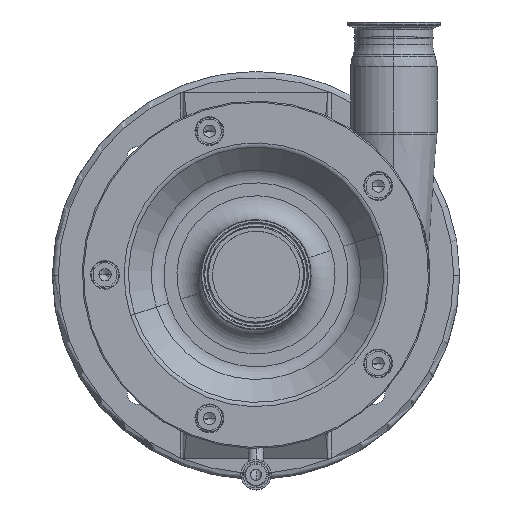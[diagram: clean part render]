
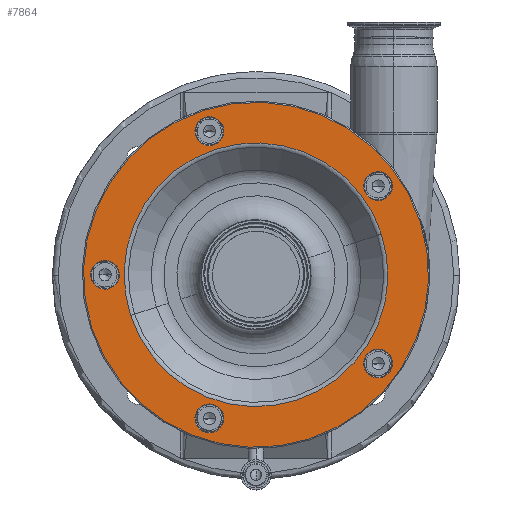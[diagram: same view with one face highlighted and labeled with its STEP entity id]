
A CAD part, top view. The second image highlights one B-rep face of the part: STEP entity #7864.
In plain terms, the highlighted planar face has unit normal (0, 0, 1).
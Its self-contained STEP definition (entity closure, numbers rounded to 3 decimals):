
#34 = AXIS2_PLACEMENT_3D ( 'NONE', #12193, #10271, #3930 ) ;
#160 = CARTESIAN_POINT ( 'NONE',  ( -126., 0., 91.5 ) ) ;
#496 = AXIS2_PLACEMENT_3D ( 'NONE', #5527, #8820, #10149 ) ;
#659 = DIRECTION ( 'NONE',  ( 0.951, 0.309, 0. ) ) ;
#671 = VERTEX_POINT ( 'NONE', #10603 ) ;
#674 = DIRECTION ( 'NONE',  ( 0., 0., 1. ) ) ;
#769 = EDGE_CURVE ( 'NONE', #7228, #1748, #7157, .T. ) ;
#841 = ORIENTED_EDGE ( 'NONE', *, *, #2844, .F. ) ;
#946 = CIRCLE ( 'NONE', #11717, 12. ) ;
#994 = VERTEX_POINT ( 'NONE', #7316 ) ;
#1094 = CARTESIAN_POINT ( 'NONE',  ( -27.523, -116.125, 91.5 ) ) ;
#1730 = ORIENTED_EDGE ( 'NONE', *, *, #769, .T. ) ;
#1748 = VERTEX_POINT ( 'NONE', #19069 ) ;
#2160 = CIRCLE ( 'NONE', #14520, 12. ) ;
#2204 = CARTESIAN_POINT ( 'NONE',  ( -136.952, -44.498, 91.5 ) ) ;
#2285 = ORIENTED_EDGE ( 'NONE', *, *, #12445, .F. ) ;
#2302 = CIRCLE ( 'NONE', #13710, 12. ) ;
#2844 = EDGE_CURVE ( 'NONE', #19013, #16462, #7605, .T. ) ;
#2950 = AXIS2_PLACEMENT_3D ( 'NONE', #160, #3634, #659 ) ;
#3599 = CIRCLE ( 'NONE', #7846, 12. ) ;
#3634 = DIRECTION ( 'NONE',  ( 0., 0., 1. ) ) ;
#3714 = EDGE_CURVE ( 'NONE', #9910, #6481, #946, .T. ) ;
#3802 = FACE_BOUND ( 'NONE', #16903, .T. ) ;
#3900 = PLANE ( 'NONE',  #496 ) ;
#3930 = DIRECTION ( 'NONE',  ( 0.951, 0.309, 0. ) ) ;
#3933 = CIRCLE ( 'NONE', #2950, 12. ) ;
#4011 = AXIS2_PLACEMENT_3D ( 'NONE', #12216, #16570, #8769 ) ;
#4046 = ORIENTED_EDGE ( 'NONE', *, *, #4334, .T. ) ;
#4286 = EDGE_CURVE ( 'NONE', #7381, #671, #16929, .T. ) ;
#4288 = EDGE_LOOP ( 'NONE', ( #2285, #12282 ) ) ;
#4290 = EDGE_CURVE ( 'NONE', #4402, #12897, #3599, .T. ) ;
#4334 = EDGE_CURVE ( 'NONE', #1748, #7228, #8200, .T. ) ;
#4402 = VERTEX_POINT ( 'NONE', #9953 ) ;
#4555 = DIRECTION ( 'NONE',  ( 0., 0., 1. ) ) ;
#4695 = CARTESIAN_POINT ( 'NONE',  ( -50.349, 116.125, 91.5 ) ) ;
#4749 = DIRECTION ( 'NONE',  ( 0.951, 0.309, 0. ) ) ;
#4821 = DIRECTION ( 'NONE',  ( 0., 0., 1. ) ) ;
#4965 = EDGE_CURVE ( 'NONE', #16462, #19013, #2302, .T. ) ;
#5282 = DIRECTION ( 'NONE',  ( 0., 0., 1. ) ) ;
#5317 = CARTESIAN_POINT ( 'NONE',  ( -50.349, -123.541, 91.5 ) ) ;
#5527 = CARTESIAN_POINT ( 'NONE',  ( -44.498, 136.952, 91.5 ) ) ;
#5713 = ORIENTED_EDGE ( 'NONE', *, *, #3714, .F. ) ;
#6116 = EDGE_CURVE ( 'NONE', #6481, #9910, #2160, .T. ) ;
#6156 = DIRECTION ( 'NONE',  ( 0.951, 0.309, 0. ) ) ;
#6268 = CARTESIAN_POINT ( 'NONE',  ( 101.936, 74.061, 91.5 ) ) ;
#6292 = CARTESIAN_POINT ( 'NONE',  ( -27.523, 123.541, 91.5 ) ) ;
#6325 = ORIENTED_EDGE ( 'NONE', *, *, #13071, .F. ) ;
#6481 = VERTEX_POINT ( 'NONE', #5317 ) ;
#6499 = EDGE_LOOP ( 'NONE', ( #18470, #6325 ) ) ;
#6620 = CARTESIAN_POINT ( 'NONE',  ( -38.936, -119.833, 91.5 ) ) ;
#6824 = CIRCLE ( 'NONE', #10110, 110.071 ) ;
#7157 = CIRCLE ( 'NONE', #9786, 144. ) ;
#7167 = FACE_BOUND ( 'NONE', #19400, .T. ) ;
#7228 = VERTEX_POINT ( 'NONE', #2204 ) ;
#7316 = CARTESIAN_POINT ( 'NONE',  ( 104.684, 34.014, 91.5 ) ) ;
#7381 = VERTEX_POINT ( 'NONE', #16555 ) ;
#7605 = CIRCLE ( 'NONE', #4011, 12. ) ;
#7846 = AXIS2_PLACEMENT_3D ( 'NONE', #6268, #17246, #6156 ) ;
#7864 = ADVANCED_FACE ( 'NONE', ( #17852, #17746, #19380, #17956, #3802, #10337, #7167 ), #3900, .F. ) ;
#8016 = DIRECTION ( 'NONE',  ( 0.951, 0.309, 0. ) ) ;
#8200 = CIRCLE ( 'NONE', #15256, 144. ) ;
#8269 = DIRECTION ( 'NONE',  ( 0.951, 0.309, 0. ) ) ;
#8769 = DIRECTION ( 'NONE',  ( 0.951, 0.309, 0. ) ) ;
#8820 = DIRECTION ( 'NONE',  ( 0., 0., -1. ) ) ;
#8896 = EDGE_CURVE ( 'NONE', #16809, #10873, #3933, .T. ) ;
#8897 = AXIS2_PLACEMENT_3D ( 'NONE', #12454, #15473, #14166 ) ;
#9033 = EDGE_CURVE ( 'NONE', #10873, #16809, #15981, .T. ) ;
#9172 = AXIS2_PLACEMENT_3D ( 'NONE', #9253, #20012, #8016 ) ;
#9253 = CARTESIAN_POINT ( 'NONE',  ( 101.936, -74.061, 91.5 ) ) ;
#9382 = VERTEX_POINT ( 'NONE', #15266 ) ;
#9599 = CARTESIAN_POINT ( 'NONE',  ( 90.523, 70.353, 91.5 ) ) ;
#9629 = DIRECTION ( 'NONE',  ( 0., 0., 1. ) ) ;
#9786 = AXIS2_PLACEMENT_3D ( 'NONE', #17184, #4555, #13760 ) ;
#9801 = DIRECTION ( 'NONE',  ( 0.951, 0.309, 0. ) ) ;
#9910 = VERTEX_POINT ( 'NONE', #1094 ) ;
#9953 = CARTESIAN_POINT ( 'NONE',  ( 113.349, 77.769, 91.5 ) ) ;
#10110 = AXIS2_PLACEMENT_3D ( 'NONE', #11232, #9629, #15582 ) ;
#10149 = DIRECTION ( 'NONE',  ( -0.951, -0.309, 0. ) ) ;
#10225 = AXIS2_PLACEMENT_3D ( 'NONE', #14632, #674, #8269 ) ;
#10271 = DIRECTION ( 'NONE',  ( 0., 0., 1. ) ) ;
#10337 = FACE_OUTER_BOUND ( 'NONE', #19190, .T. ) ;
#10350 = ORIENTED_EDGE ( 'NONE', *, *, #4965, .F. ) ;
#10419 = DIRECTION ( 'NONE',  ( 0., 0., 1. ) ) ;
#10426 = ORIENTED_EDGE ( 'NONE', *, *, #16208, .F. ) ;
#10603 = CARTESIAN_POINT ( 'NONE',  ( 113.349, -70.353, 91.5 ) ) ;
#10873 = VERTEX_POINT ( 'NONE', #14387 ) ;
#11026 = EDGE_LOOP ( 'NONE', ( #5713, #19418 ) ) ;
#11232 = CARTESIAN_POINT ( 'NONE',  ( 0., 0., 91.5 ) ) ;
#11717 = AXIS2_PLACEMENT_3D ( 'NONE', #6620, #5282, #9801 ) ;
#11847 = CIRCLE ( 'NONE', #10225, 12. ) ;
#12193 = CARTESIAN_POINT ( 'NONE',  ( -126., 0., 91.5 ) ) ;
#12216 = CARTESIAN_POINT ( 'NONE',  ( -38.936, 119.833, 91.5 ) ) ;
#12282 = ORIENTED_EDGE ( 'NONE', *, *, #4286, .F. ) ;
#12392 = CARTESIAN_POINT ( 'NONE',  ( 0., 0., 91.5 ) ) ;
#12445 = EDGE_CURVE ( 'NONE', #671, #7381, #13763, .T. ) ;
#12454 = CARTESIAN_POINT ( 'NONE',  ( 101.936, -74.061, 91.5 ) ) ;
#12897 = VERTEX_POINT ( 'NONE', #9599 ) ;
#13071 = EDGE_CURVE ( 'NONE', #12897, #4402, #11847, .T. ) ;
#13630 = ORIENTED_EDGE ( 'NONE', *, *, #15112, .F. ) ;
#13710 = AXIS2_PLACEMENT_3D ( 'NONE', #18130, #10419, #14767 ) ;
#13760 = DIRECTION ( 'NONE',  ( 0.951, 0.309, 0. ) ) ;
#13763 = CIRCLE ( 'NONE', #8897, 12. ) ;
#14029 = DIRECTION ( 'NONE',  ( 0., 0., 1. ) ) ;
#14166 = DIRECTION ( 'NONE',  ( 0.951, 0.309, 0. ) ) ;
#14387 = CARTESIAN_POINT ( 'NONE',  ( -137.413, -3.708, 91.5 ) ) ;
#14520 = AXIS2_PLACEMENT_3D ( 'NONE', #18718, #14029, #4749 ) ;
#14632 = CARTESIAN_POINT ( 'NONE',  ( 101.936, 74.061, 91.5 ) ) ;
#14767 = DIRECTION ( 'NONE',  ( 0.951, 0.309, 0. ) ) ;
#15112 = EDGE_CURVE ( 'NONE', #994, #9382, #19480, .T. ) ;
#15256 = AXIS2_PLACEMENT_3D ( 'NONE', #12392, #4821, #15729 ) ;
#15266 = CARTESIAN_POINT ( 'NONE',  ( -104.684, -34.014, 91.5 ) ) ;
#15473 = DIRECTION ( 'NONE',  ( 0., 0., 1. ) ) ;
#15582 = DIRECTION ( 'NONE',  ( 0.951, 0.309, 0. ) ) ;
#15729 = DIRECTION ( 'NONE',  ( 0.951, 0.309, 0. ) ) ;
#15981 = CIRCLE ( 'NONE', #34, 12. ) ;
#16208 = EDGE_CURVE ( 'NONE', #9382, #994, #6824, .T. ) ;
#16462 = VERTEX_POINT ( 'NONE', #6292 ) ;
#16555 = CARTESIAN_POINT ( 'NONE',  ( 90.523, -77.769, 91.5 ) ) ;
#16570 = DIRECTION ( 'NONE',  ( 0., 0., 1. ) ) ;
#16809 = VERTEX_POINT ( 'NONE', #17044 ) ;
#16903 = EDGE_LOOP ( 'NONE', ( #13630, #10426 ) ) ;
#16929 = CIRCLE ( 'NONE', #9172, 12. ) ;
#17044 = CARTESIAN_POINT ( 'NONE',  ( -114.587, 3.708, 91.5 ) ) ;
#17155 = EDGE_LOOP ( 'NONE', ( #10350, #841 ) ) ;
#17184 = CARTESIAN_POINT ( 'NONE',  ( 0., 0., 91.5 ) ) ;
#17246 = DIRECTION ( 'NONE',  ( 0., 0., 1. ) ) ;
#17746 = FACE_BOUND ( 'NONE', #4288, .T. ) ;
#17852 = FACE_BOUND ( 'NONE', #6499, .T. ) ;
#17956 = FACE_BOUND ( 'NONE', #17155, .T. ) ;
#18119 = CARTESIAN_POINT ( 'NONE',  ( 0., 0., 91.5 ) ) ;
#18130 = CARTESIAN_POINT ( 'NONE',  ( -38.936, 119.833, 91.5 ) ) ;
#18470 = ORIENTED_EDGE ( 'NONE', *, *, #4290, .F. ) ;
#18495 = AXIS2_PLACEMENT_3D ( 'NONE', #18119, #19752, #19556 ) ;
#18718 = CARTESIAN_POINT ( 'NONE',  ( -38.936, -119.833, 91.5 ) ) ;
#19013 = VERTEX_POINT ( 'NONE', #4695 ) ;
#19046 = ORIENTED_EDGE ( 'NONE', *, *, #9033, .F. ) ;
#19069 = CARTESIAN_POINT ( 'NONE',  ( 136.952, 44.498, 91.5 ) ) ;
#19190 = EDGE_LOOP ( 'NONE', ( #4046, #1730 ) ) ;
#19380 = FACE_BOUND ( 'NONE', #11026, .T. ) ;
#19400 = EDGE_LOOP ( 'NONE', ( #20048, #19046 ) ) ;
#19418 = ORIENTED_EDGE ( 'NONE', *, *, #6116, .F. ) ;
#19480 = CIRCLE ( 'NONE', #18495, 110.071 ) ;
#19556 = DIRECTION ( 'NONE',  ( 0.951, 0.309, 0. ) ) ;
#19752 = DIRECTION ( 'NONE',  ( 0., 0., 1. ) ) ;
#20012 = DIRECTION ( 'NONE',  ( 0., 0., 1. ) ) ;
#20048 = ORIENTED_EDGE ( 'NONE', *, *, #8896, .F. ) ;
